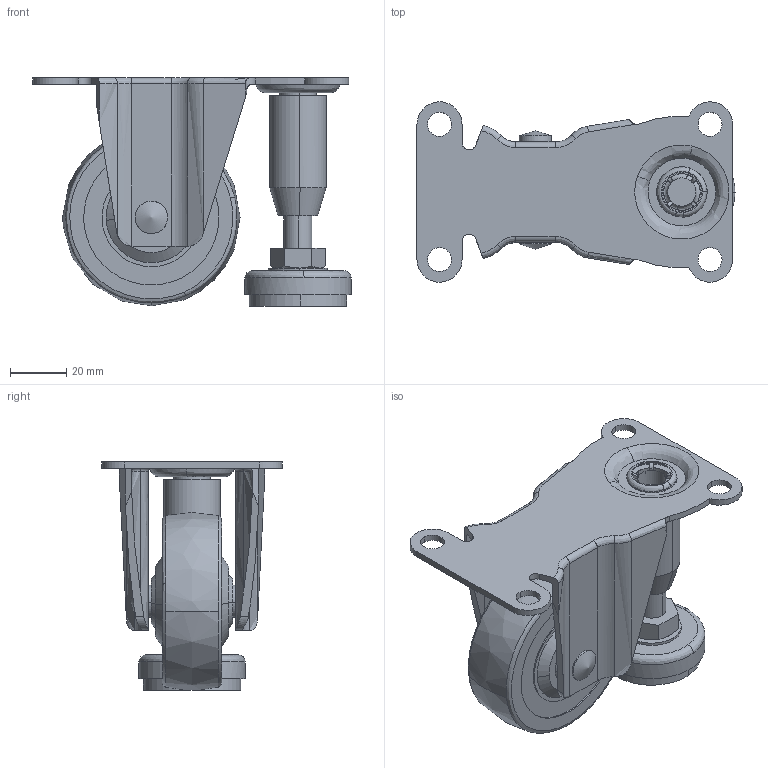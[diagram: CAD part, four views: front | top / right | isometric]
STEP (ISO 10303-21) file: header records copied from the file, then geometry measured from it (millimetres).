
FILE_DESCRIPTION((''),'2;1');
FILE_NAME('','2005-12-16T14:17:08',(''),(''),'','CADfix','');
FILE_SCHEMA(('AUTOMOTIVE_DESIGN'));
Length unit declared in the file: millimetre
Products named in the file (5): wheel; foot; body; axle; No_605A_F_15136_36
Assembly tree (4 placements, depth 2):
  No_605A_F_15136_36
    wheel
    foot
    body
    axle
Bounding box: 112.85 x 64 x 81 mm (x, y, z)
Volume: 118206.9 mm3; surface area: 43229.3 mm2
Topology: 8 solids, 8 shells, 235 faces, 693 edges, 495 vertices
Faces by surface type: bspline 235
Entity records: 9256 total; most frequent: CARTESIAN_POINT 5379, ORIENTED_EDGE 1386, EDGE_CURVE 693, VERTEX_POINT 495, EDGE_LOOP 272, QUASI_UNIFORM_CURVE 256, FACE_OUTER_BOUND 231, ADVANCED_FACE 231
